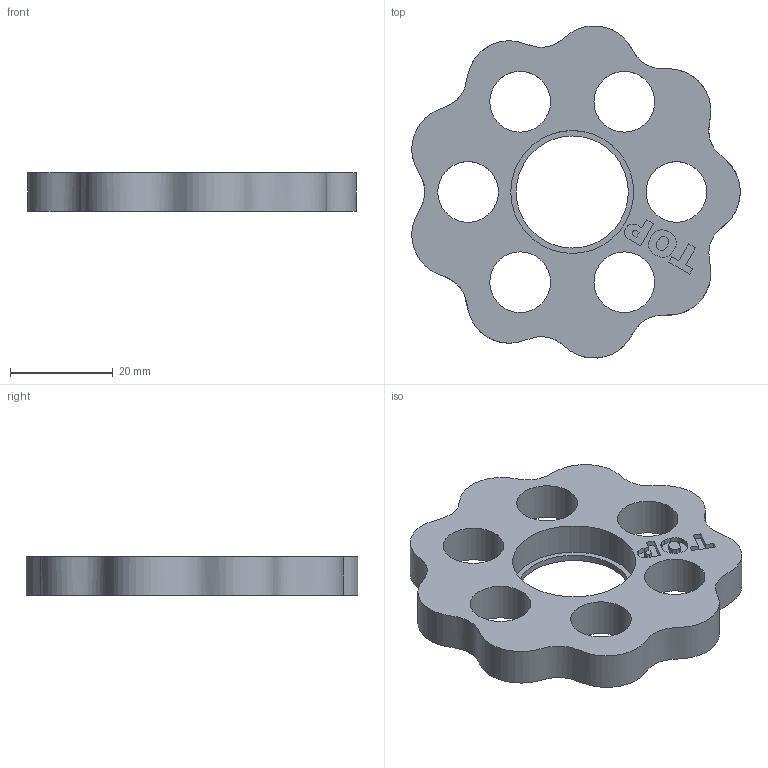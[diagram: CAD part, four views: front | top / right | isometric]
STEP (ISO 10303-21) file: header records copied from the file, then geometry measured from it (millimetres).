
FILE_DESCRIPTION(/* description */ (''),/* implementation_level */ '2;1');
FILE_NAME(/* name */ 'Cyclodial Disk.step',/* time_stamp */ '2025-09-14T20:40:51+08:00',/* author */ (''),/* organization */ (''),/* preprocessor_version */ 'ST-DEVELOPER v20.1',/* originating_system */ 'Autodesk Translation Framework v14.10.0.0',/* authorisation */ '');
FILE_SCHEMA (('AUTOMOTIVE_DESIGN { 1 0 10303 214 3 1 1 }'));
Length unit declared in the file: millimetre
Products named in the file (2): Cyclodial Drive v4.4; Interior
Assembly tree (1 placements, depth 2):
  Cyclodial Drive v4.4
    Interior
Bounding box: 63.84 x 64.53 x 7.5 mm (x, y, z)
Volume: 12951.7 mm3; surface area: 7755 mm2
Topology: 1 solids, 1 shells, 59 faces, 153 edges, 102 vertices
Faces by surface type: bspline 27, plane 24, cylinder 8
Full cylindrical faces by diameter (mm): 11.8 x6, 21.8 x1, 23.9 x1
Entity records: 7121 total; most frequent: CARTESIAN_POINT 5756, ORIENTED_EDGE 306, DIRECTION 185, EDGE_CURVE 153, VERTEX_POINT 102, LINE 83, VECTOR 83, EDGE_LOOP 79
